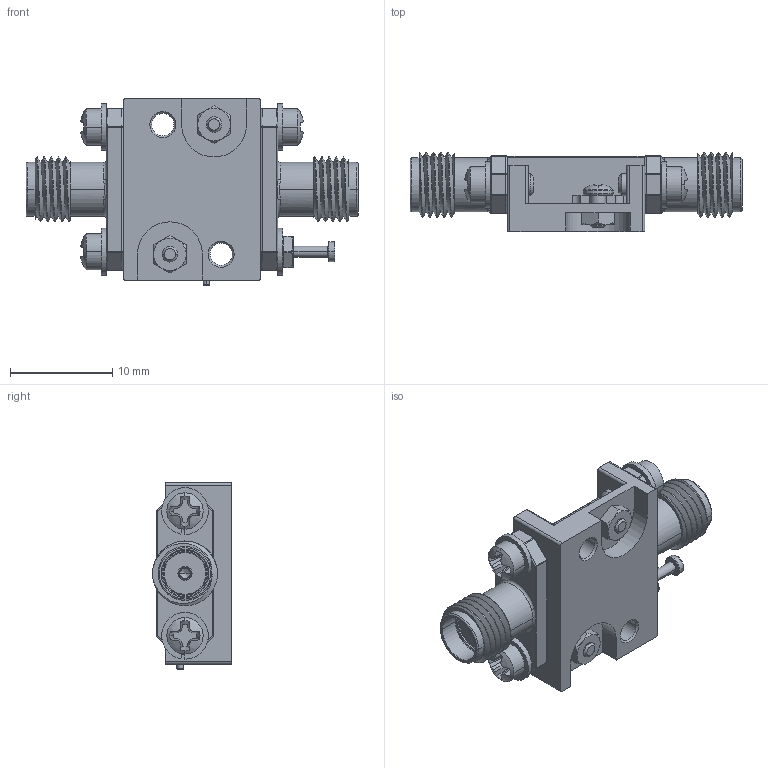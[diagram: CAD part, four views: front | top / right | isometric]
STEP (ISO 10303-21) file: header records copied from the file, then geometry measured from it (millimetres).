
FILE_DESCRIPTION (( 'STEP AP214' ), '1' );
FILE_NAME ('PLNA-30-10M20-292FF-12V.STEP', '2026-02-13T19:28:17', ( '' ), ( '' ), 'SwSTEP 2.0', 'SolidWorks 2025', '' );
FILE_SCHEMA (( 'AUTOMOTIVE_DESIGN' ));
Length unit declared in the file: millimetre
Products named in the file (1): PLNA-30-10M20-292FF-12V
Bounding box: 32.51 x 7.72 x 18.29 mm (x, y, z)
Volume: 1963.1 mm3; surface area: 3458.4 mm2
Topology: 25 solids, 25 shells, 1005 faces, 3553 edges, 2723 vertices
Faces by surface type: plane 385, cylinder 290, torus 131, cone 106, sphere 73, bspline 20
Entity records: 49210 total; most frequent: CARTESIAN_POINT 10188, ORIENTED_EDGE 7010, DIRECTION 6381, EDGE_CURVE 3505, VERTEX_POINT 2715, LINE 2169, VECTOR 2169, AXIS2_PLACEMENT_3D 2106
